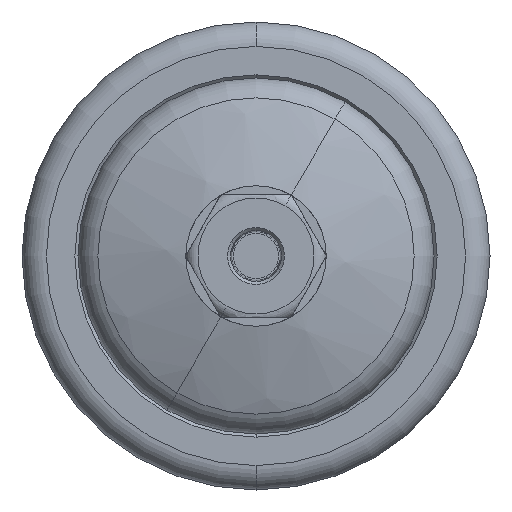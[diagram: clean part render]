
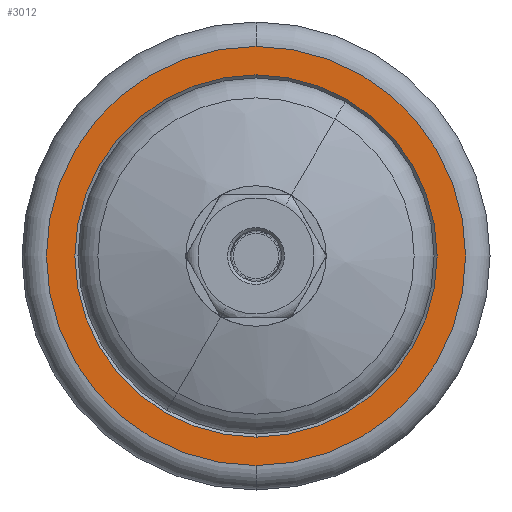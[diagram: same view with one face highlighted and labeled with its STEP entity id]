
A CAD part, front view. The second image highlights one B-rep face of the part: STEP entity #3012.
In plain terms, the highlighted planar face has unit normal (0, -1, 0).
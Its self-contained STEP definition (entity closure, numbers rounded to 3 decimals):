
#194 = VERTEX_POINT ( 'NONE', #2030 ) ;
#215 = EDGE_CURVE ( 'NONE', #454, #3219, #2232, .T. ) ;
#312 = ORIENTED_EDGE ( 'NONE', *, *, #4208, .T. ) ;
#323 = DIRECTION ( 'NONE',  ( 0., -1., 0. ) ) ;
#445 = EDGE_CURVE ( 'NONE', #3219, #454, #4831, .T. ) ;
#454 = VERTEX_POINT ( 'NONE', #4109 ) ;
#609 = AXIS2_PLACEMENT_3D ( 'NONE', #1734, #4517, #2138 ) ;
#721 = CARTESIAN_POINT ( 'NONE',  ( 41.5, -15.903, 0. ) ) ;
#822 = AXIS2_PLACEMENT_3D ( 'NONE', #2043, #3976, #4025 ) ;
#885 = EDGE_CURVE ( 'NONE', #194, #1060, #1952, .T. ) ;
#1002 = ORIENTED_EDGE ( 'NONE', *, *, #885, .T. ) ;
#1060 = VERTEX_POINT ( 'NONE', #1587 ) ;
#1421 = CARTESIAN_POINT ( 'NONE',  ( 0., -15.903, -44.5 ) ) ;
#1522 = DIRECTION ( 'NONE',  ( 0., 0., -1. ) ) ;
#1587 = CARTESIAN_POINT ( 'NONE',  ( 0., -15.903, 51.5 ) ) ;
#1734 = CARTESIAN_POINT ( 'NONE',  ( 0., -15.903, 0. ) ) ;
#1743 = DIRECTION ( 'NONE',  ( 0., -1., 0. ) ) ;
#1783 = EDGE_LOOP ( 'NONE', ( #2668, #3544 ) ) ;
#1793 = CARTESIAN_POINT ( 'NONE',  ( 0., -15.903, 0. ) ) ;
#1942 = FACE_BOUND ( 'NONE', #1783, .T. ) ;
#1952 = CIRCLE ( 'NONE', #4240, 51.5 ) ;
#2030 = CARTESIAN_POINT ( 'NONE',  ( 0., -15.903, -51.5 ) ) ;
#2043 = CARTESIAN_POINT ( 'NONE',  ( 0., -15.903, 0. ) ) ;
#2138 = DIRECTION ( 'NONE',  ( 0., 0., -1. ) ) ;
#2198 = DIRECTION ( 'NONE',  ( 0., 0., -1. ) ) ;
#2232 = CIRCLE ( 'NONE', #822, 44.5 ) ;
#2668 = ORIENTED_EDGE ( 'NONE', *, *, #445, .T. ) ;
#3012 = ADVANCED_FACE ( 'NONE', ( #1942, #3902 ), #3876, .T. ) ;
#3219 = VERTEX_POINT ( 'NONE', #1421 ) ;
#3266 = AXIS2_PLACEMENT_3D ( 'NONE', #721, #323, #1522 ) ;
#3379 = CIRCLE ( 'NONE', #5016, 51.5 ) ;
#3544 = ORIENTED_EDGE ( 'NONE', *, *, #215, .T. ) ;
#3876 = PLANE ( 'NONE',  #3266 ) ;
#3902 = FACE_OUTER_BOUND ( 'NONE', #4677, .T. ) ;
#3976 = DIRECTION ( 'NONE',  ( 0., 1., 0. ) ) ;
#4025 = DIRECTION ( 'NONE',  ( 0., 0., -1. ) ) ;
#4109 = CARTESIAN_POINT ( 'NONE',  ( 0., -15.903, 44.5 ) ) ;
#4120 = CARTESIAN_POINT ( 'NONE',  ( 0., -15.903, 0. ) ) ;
#4208 = EDGE_CURVE ( 'NONE', #1060, #194, #3379, .T. ) ;
#4240 = AXIS2_PLACEMENT_3D ( 'NONE', #1793, #4575, #2198 ) ;
#4517 = DIRECTION ( 'NONE',  ( 0., 1., 0. ) ) ;
#4524 = DIRECTION ( 'NONE',  ( 0., 0., -1. ) ) ;
#4575 = DIRECTION ( 'NONE',  ( 0., -1., 0. ) ) ;
#4677 = EDGE_LOOP ( 'NONE', ( #1002, #312 ) ) ;
#4831 = CIRCLE ( 'NONE', #609, 44.5 ) ;
#5016 = AXIS2_PLACEMENT_3D ( 'NONE', #4120, #1743, #4524 ) ;
